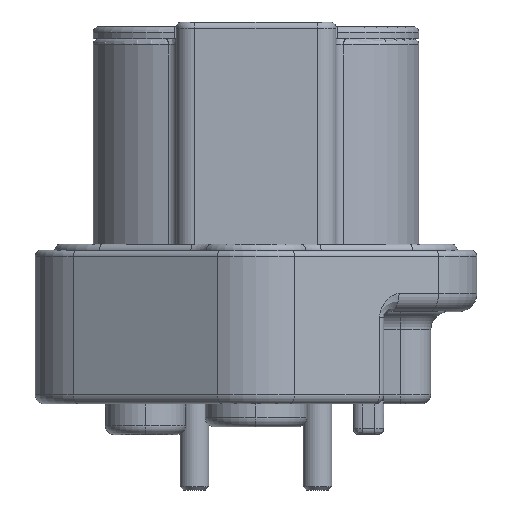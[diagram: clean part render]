
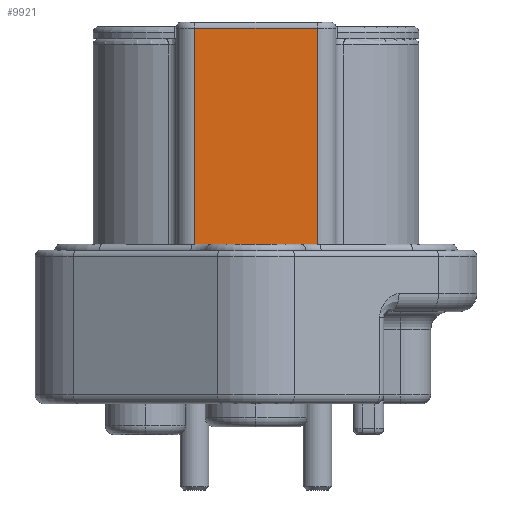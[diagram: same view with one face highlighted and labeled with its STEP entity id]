
A CAD part, left-side view. The second image highlights one B-rep face of the part: STEP entity #9921.
In plain terms, the highlighted planar face has unit normal (-1, 0, 0).
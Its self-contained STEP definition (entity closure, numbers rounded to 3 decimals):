
#743=DIRECTION('',(0.,1.,0.));
#744=VECTOR('',#743,10.156);
#745=CARTESIAN_POINT('',(-15.037,-5.078,-18.593));
#746=LINE('',#745,#744);
#1038=DIRECTION('',(0.,0.,-1.));
#1039=VECTOR('',#1038,18.474);
#1040=CARTESIAN_POINT('',(-15.037,5.078,-0.119));
#1041=LINE('',#1040,#1039);
#1047=DIRECTION('',(0.,0.,-1.));
#1048=VECTOR('',#1047,18.474);
#1049=CARTESIAN_POINT('',(-15.037,-5.078,-0.119));
#1050=LINE('',#1049,#1048);
#1051=DIRECTION('',(0.,-1.,0.));
#1052=VECTOR('',#1051,10.156);
#1053=CARTESIAN_POINT('',(-15.037,5.078,-0.119));
#1054=LINE('',#1053,#1052);
#7928=CARTESIAN_POINT('',(-15.037,-5.078,-0.119));
#7929=VERTEX_POINT('',#7928);
#7932=CARTESIAN_POINT('',(-15.037,5.078,-0.119));
#7933=VERTEX_POINT('',#7932);
#8076=CARTESIAN_POINT('',(-15.037,-5.078,-18.593));
#8077=VERTEX_POINT('',#8076);
#8078=CARTESIAN_POINT('',(-15.037,5.078,-18.593));
#8079=VERTEX_POINT('',#8078);
#9908=CARTESIAN_POINT('',(-15.037,5.078,-18.466));
#9909=DIRECTION('',(-1.,0.,0.));
#9910=DIRECTION('',(0.,-1.,0.));
#9911=AXIS2_PLACEMENT_3D('',#9908,#9909,#9910);
#9912=PLANE('',#9911);
#9914=ORIENTED_EDGE('',*,*,#9913,.T.);
#9915=ORIENTED_EDGE('',*,*,#9778,.T.);
#9916=ORIENTED_EDGE('',*,*,#9899,.F.);
#9918=ORIENTED_EDGE('',*,*,#9917,.T.);
#9919=EDGE_LOOP('',(#9914,#9915,#9916,#9918));
#9920=FACE_OUTER_BOUND('',#9919,.F.);
#9778=EDGE_CURVE('',#8077,#8079,#746,.T.);
#9899=EDGE_CURVE('',#7933,#8079,#1041,.T.);
#9913=EDGE_CURVE('',#7929,#8077,#1050,.T.);
#9917=EDGE_CURVE('',#7933,#7929,#1054,.T.);
#9921=ADVANCED_FACE('',(#9920),#9912,.T.);
